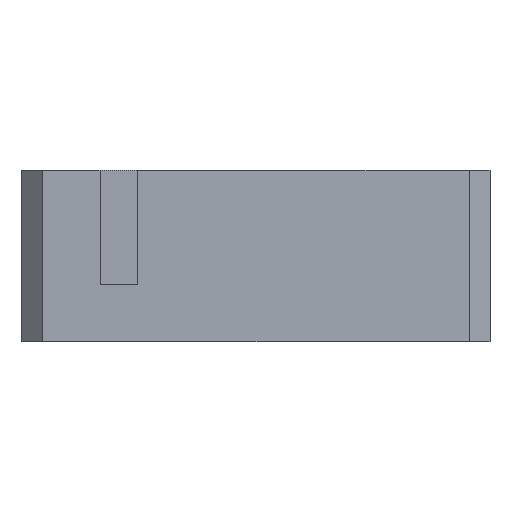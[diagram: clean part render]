
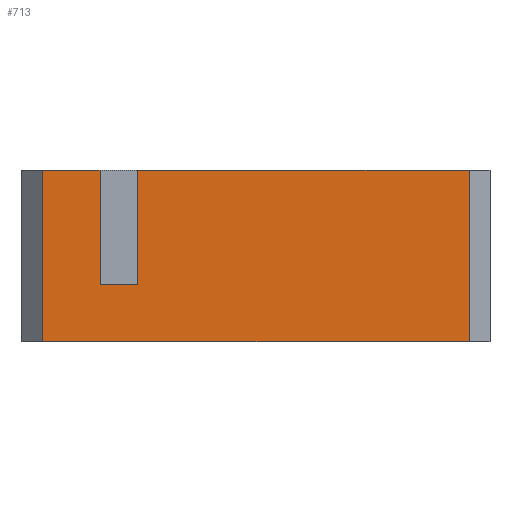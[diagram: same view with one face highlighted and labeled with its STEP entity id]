
A CAD part, front view. The second image highlights one B-rep face of the part: STEP entity #713.
In plain terms, the highlighted planar face has unit normal (0, -1, 0).
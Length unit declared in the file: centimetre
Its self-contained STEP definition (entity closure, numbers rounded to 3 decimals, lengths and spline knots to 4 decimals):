
#31 = LINE ( 'NONE', #731, #601 ) ;
#49 = CARTESIAN_POINT ( 'NONE',  ( -1.1388, -3.5, 0. ) ) ;
#58 = ORIENTED_EDGE ( 'NONE', *, *, #425, .T. ) ;
#64 = DIRECTION ( 'NONE',  ( 0., 1., 0. ) ) ;
#70 = LINE ( 'NONE', #378, #562 ) ;
#109 = CARTESIAN_POINT ( 'NONE',  ( -1.5, -3.5, 1.1 ) ) ;
#110 = ORIENTED_EDGE ( 'NONE', *, *, #256, .T. ) ;
#112 = EDGE_CURVE ( 'NONE', #848, #594, #921, .T. ) ;
#116 = LINE ( 'NONE', #570, #437 ) ;
#119 = LINE ( 'NONE', #132, #881 ) ;
#130 = CARTESIAN_POINT ( 'NONE',  ( 2.05, -3.5, 1.1 ) ) ;
#132 = CARTESIAN_POINT ( 'NONE',  ( 0., -3.5, 1.1 ) ) ;
#133 = VERTEX_POINT ( 'NONE', #130 ) ;
#135 = EDGE_CURVE ( 'NONE', #552, #133, #456, .T. ) ;
#138 = EDGE_CURVE ( 'NONE', #183, #532, #70, .T. ) ;
#141 = CARTESIAN_POINT ( 'NONE',  ( 0., -3.5, -0.55 ) ) ;
#153 = FACE_OUTER_BOUND ( 'NONE', #710, .T. ) ;
#174 = CARTESIAN_POINT ( 'NONE',  ( -2.05, -3.5, 1.1 ) ) ;
#183 = VERTEX_POINT ( 'NONE', #669 ) ;
#212 = DIRECTION ( 'NONE',  ( 1., 0., 0. ) ) ;
#252 = DIRECTION ( 'NONE',  ( 0., 0., -1. ) ) ;
#256 = EDGE_CURVE ( 'NONE', #594, #133, #476, .T. ) ;
#259 = ORIENTED_EDGE ( 'NONE', *, *, #135, .F. ) ;
#281 = VECTOR ( 'NONE', #1012, 100. ) ;
#305 = LINE ( 'NONE', #764, #281 ) ;
#308 = CARTESIAN_POINT ( 'NONE',  ( 2.05, -3.5, 1.1 ) ) ;
#327 = VERTEX_POINT ( 'NONE', #174 ) ;
#349 = VECTOR ( 'NONE', #761, 100. ) ;
#364 = VERTEX_POINT ( 'NONE', #109 ) ;
#378 = CARTESIAN_POINT ( 'NONE',  ( 0., -3.5, 0. ) ) ;
#392 = EDGE_CURVE ( 'NONE', #552, #532, #31, .T. ) ;
#425 = EDGE_CURVE ( 'NONE', #327, #848, #116, .T. ) ;
#435 = ORIENTED_EDGE ( 'NONE', *, *, #112, .T. ) ;
#437 = VECTOR ( 'NONE', #489, 100. ) ;
#451 = PLANE ( 'NONE',  #859 ) ;
#456 = LINE ( 'NONE', #517, #349 ) ;
#476 = LINE ( 'NONE', #308, #825 ) ;
#489 = DIRECTION ( 'NONE',  ( 0., 0., -1. ) ) ;
#517 = CARTESIAN_POINT ( 'NONE',  ( 0., -3.5, 1.1 ) ) ;
#523 = ORIENTED_EDGE ( 'NONE', *, *, #138, .F. ) ;
#532 = VERTEX_POINT ( 'NONE', #49 ) ;
#552 = VERTEX_POINT ( 'NONE', #695 ) ;
#558 = VECTOR ( 'NONE', #212, 100. ) ;
#562 = VECTOR ( 'NONE', #683, 100. ) ;
#570 = CARTESIAN_POINT ( 'NONE',  ( -2.05, -3.5, -0.55 ) ) ;
#589 = DIRECTION ( 'NONE',  ( 1., 0., 0. ) ) ;
#594 = VERTEX_POINT ( 'NONE', #949 ) ;
#601 = VECTOR ( 'NONE', #252, 100. ) ;
#620 = DIRECTION ( 'NONE',  ( 0., 0., 1. ) ) ;
#669 = CARTESIAN_POINT ( 'NONE',  ( -1.5, -3.5, 0. ) ) ;
#680 = EDGE_CURVE ( 'NONE', #364, #183, #305, .T. ) ;
#683 = DIRECTION ( 'NONE',  ( 1., 0., 0. ) ) ;
#695 = CARTESIAN_POINT ( 'NONE',  ( -1.1388, -3.5, 1.1 ) ) ;
#699 = CARTESIAN_POINT ( 'NONE',  ( 0., -3.5, 1.1 ) ) ;
#704 = CARTESIAN_POINT ( 'NONE',  ( -2.05, -3.5, -0.55 ) ) ;
#710 = EDGE_LOOP ( 'NONE', ( #435, #110, #259, #979, #523, #721, #809, #58 ) ) ;
#713 = ADVANCED_FACE ( 'NONE', ( #153 ), #451, .F. ) ;
#721 = ORIENTED_EDGE ( 'NONE', *, *, #680, .F. ) ;
#731 = CARTESIAN_POINT ( 'NONE',  ( -1.1388, -3.5, 1.1 ) ) ;
#761 = DIRECTION ( 'NONE',  ( 1., 0., 0. ) ) ;
#764 = CARTESIAN_POINT ( 'NONE',  ( -1.5, -3.5, 1.1 ) ) ;
#809 = ORIENTED_EDGE ( 'NONE', *, *, #901, .F. ) ;
#825 = VECTOR ( 'NONE', #620, 100. ) ;
#848 = VERTEX_POINT ( 'NONE', #704 ) ;
#859 = AXIS2_PLACEMENT_3D ( 'NONE', #699, #64, #924 ) ;
#881 = VECTOR ( 'NONE', #589, 100. ) ;
#901 = EDGE_CURVE ( 'NONE', #327, #364, #119, .T. ) ;
#921 = LINE ( 'NONE', #141, #558 ) ;
#924 = DIRECTION ( 'NONE',  ( 0., 0., 1. ) ) ;
#949 = CARTESIAN_POINT ( 'NONE',  ( 2.05, -3.5, -0.55 ) ) ;
#979 = ORIENTED_EDGE ( 'NONE', *, *, #392, .T. ) ;
#1012 = DIRECTION ( 'NONE',  ( 0., 0., -1. ) ) ;
